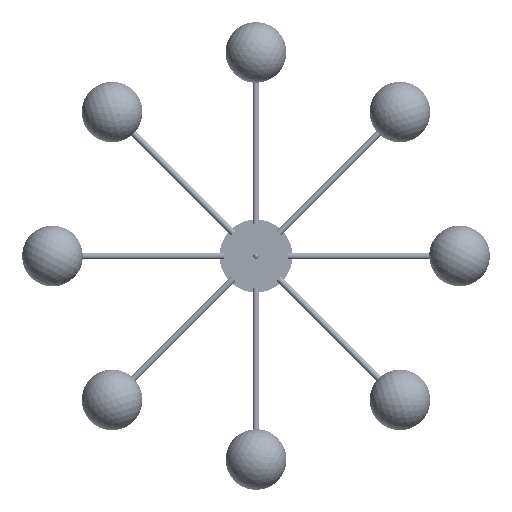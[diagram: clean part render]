
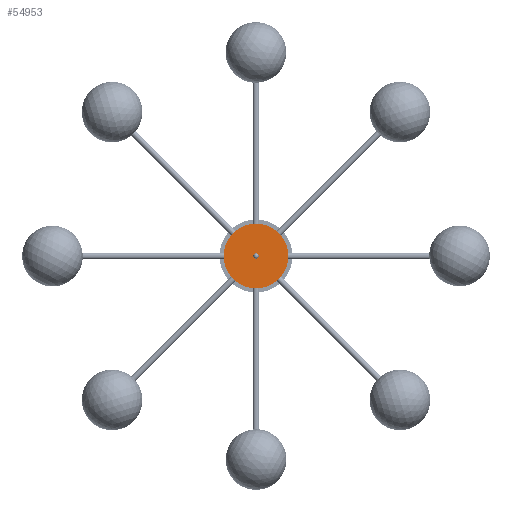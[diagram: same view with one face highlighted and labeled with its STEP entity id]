
A CAD part, front view. The second image highlights one B-rep face of the part: STEP entity #54953.
In plain terms, the highlighted planar face has unit normal (0, -1, 0).
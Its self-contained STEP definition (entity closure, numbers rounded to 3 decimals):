
#27536 = CARTESIAN_POINT ( 'NONE',  ( 0., -203., 0. ) ) ;
#28524 = ORIENTED_EDGE ( 'NONE', *, *, #228270, .F. ) ;
#35601 = CIRCLE ( 'NONE', #143816, 5. ) ;
#48272 = AXIS2_PLACEMENT_3D ( 'NONE', #122411, #118923, #336577 ) ;
#52515 = DIRECTION ( 'NONE',  ( 0., 0., 1. ) ) ;
#54953 = ADVANCED_FACE ( 'NONE', ( #271954, #111325 ), #188106, .F. ) ;
#56732 = VERTEX_POINT ( 'NONE', #143342 ) ;
#63492 = EDGE_CURVE ( 'NONE', #124991, #56732, #35601, .T. ) ;
#72005 = VERTEX_POINT ( 'NONE', #106299 ) ;
#76095 = CARTESIAN_POINT ( 'NONE',  ( 0., -203., 5. ) ) ;
#92625 = AXIS2_PLACEMENT_3D ( 'NONE', #27536, #191622, #52515 ) ;
#98781 = ORIENTED_EDGE ( 'NONE', *, *, #63492, .T. ) ;
#105841 = CARTESIAN_POINT ( 'NONE',  ( 0., -203., -80. ) ) ;
#106299 = CARTESIAN_POINT ( 'NONE',  ( 0., -203., 80. ) ) ;
#111325 = FACE_OUTER_BOUND ( 'NONE', #119358, .T. ) ;
#118923 = DIRECTION ( 'NONE',  ( 0., 1., 0. ) ) ;
#119358 = EDGE_LOOP ( 'NONE', ( #28524, #298991 ) ) ;
#122411 = CARTESIAN_POINT ( 'NONE',  ( 0., -203., 0. ) ) ;
#124991 = VERTEX_POINT ( 'NONE', #76095 ) ;
#134083 = EDGE_CURVE ( 'NONE', #222471, #72005, #230662, .T. ) ;
#140307 = DIRECTION ( 'NONE',  ( 0., 0., 1. ) ) ;
#142063 = DIRECTION ( 'NONE',  ( 0., 1., 0. ) ) ;
#143342 = CARTESIAN_POINT ( 'NONE',  ( 0., -203., -5. ) ) ;
#143816 = AXIS2_PLACEMENT_3D ( 'NONE', #328274, #240908, #164157 ) ;
#149802 = DIRECTION ( 'NONE',  ( 0., 1., 0. ) ) ;
#152358 = CIRCLE ( 'NONE', #283311, 5. ) ;
#164157 = DIRECTION ( 'NONE',  ( 0., 0., 1. ) ) ;
#186502 = EDGE_LOOP ( 'NONE', ( #98781, #220723 ) ) ;
#188106 = PLANE ( 'NONE',  #92625 ) ;
#191622 = DIRECTION ( 'NONE',  ( 0., 1., 0. ) ) ;
#220723 = ORIENTED_EDGE ( 'NONE', *, *, #334419, .T. ) ;
#222471 = VERTEX_POINT ( 'NONE', #105841 ) ;
#228270 = EDGE_CURVE ( 'NONE', #72005, #222471, #340675, .T. ) ;
#230662 = CIRCLE ( 'NONE', #48272, 80. ) ;
#240908 = DIRECTION ( 'NONE',  ( 0., 1., 0. ) ) ;
#271954 = FACE_BOUND ( 'NONE', #186502, .T. ) ;
#283311 = AXIS2_PLACEMENT_3D ( 'NONE', #304415, #142063, #140307 ) ;
#285388 = CARTESIAN_POINT ( 'NONE',  ( 0., -203., 0. ) ) ;
#287131 = DIRECTION ( 'NONE',  ( 0., 0., 1. ) ) ;
#298991 = ORIENTED_EDGE ( 'NONE', *, *, #134083, .F. ) ;
#304415 = CARTESIAN_POINT ( 'NONE',  ( 0., -203., 0. ) ) ;
#312151 = AXIS2_PLACEMENT_3D ( 'NONE', #285388, #149802, #287131 ) ;
#328274 = CARTESIAN_POINT ( 'NONE',  ( 0., -203., 0. ) ) ;
#334419 = EDGE_CURVE ( 'NONE', #56732, #124991, #152358, .T. ) ;
#336577 = DIRECTION ( 'NONE',  ( 0., 0., 1. ) ) ;
#340675 = CIRCLE ( 'NONE', #312151, 80. ) ;
